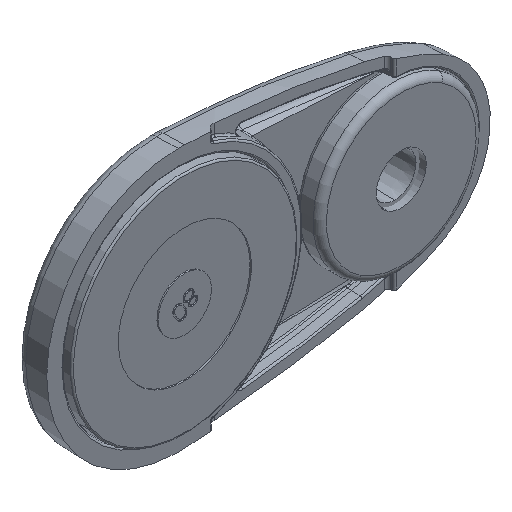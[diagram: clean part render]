
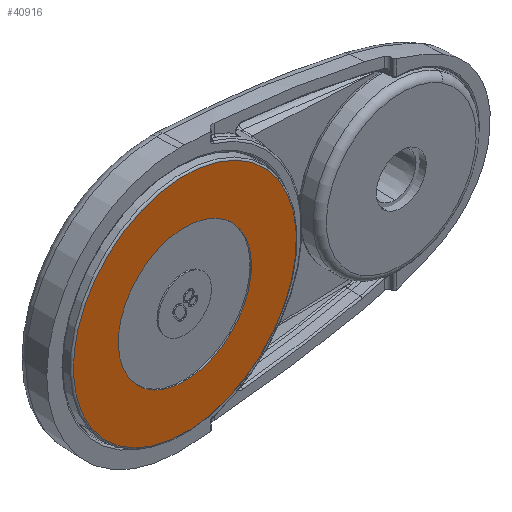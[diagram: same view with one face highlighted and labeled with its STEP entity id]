
A CAD part, isometric view. The second image highlights one B-rep face of the part: STEP entity #40916.
In plain terms, the highlighted face is planar.
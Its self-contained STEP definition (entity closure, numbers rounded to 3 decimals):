
#77 = DIRECTION ( 'NONE',  ( 0., 1., 0. ) ) ;
#783 = AXIS2_PLACEMENT_3D ( 'NONE', #6262, #28839, #9523 ) ;
#3325 = CARTESIAN_POINT ( 'NONE',  ( 0., 0., 0. ) ) ;
#5081 = CIRCLE ( 'NONE', #21580, 33.5 ) ;
#6262 = CARTESIAN_POINT ( 'NONE',  ( 0., 0., 0. ) ) ;
#6544 = DIRECTION ( 'NONE',  ( -1., 0., 0. ) ) ;
#8223 = EDGE_CURVE ( 'NONE', #40202, #20956, #36638, .T. ) ;
#9523 = DIRECTION ( 'NONE',  ( -1., 0., 0. ) ) ;
#10031 = ORIENTED_EDGE ( 'NONE', *, *, #23384, .T. ) ;
#10058 = CARTESIAN_POINT ( 'NONE',  ( 20., 0., 0. ) ) ;
#10619 = EDGE_CURVE ( 'NONE', #21777, #39982, #21318, .T. ) ;
#10880 = AXIS2_PLACEMENT_3D ( 'NONE', #19981, #13575, #35777 ) ;
#13052 = ORIENTED_EDGE ( 'NONE', *, *, #24730, .F. ) ;
#13575 = DIRECTION ( 'NONE',  ( 0., 1., 0. ) ) ;
#17126 = CARTESIAN_POINT ( 'NONE',  ( 0., 0., 0. ) ) ;
#17878 = CARTESIAN_POINT ( 'NONE',  ( 33.5, 0., 0. ) ) ;
#19475 = CARTESIAN_POINT ( 'NONE',  ( 0., 0., 0. ) ) ;
#19981 = CARTESIAN_POINT ( 'NONE',  ( -20., 0., 0. ) ) ;
#20399 = DIRECTION ( 'NONE',  ( -1., 0., 0. ) ) ;
#20956 = VERTEX_POINT ( 'NONE', #26450 ) ;
#21318 = CIRCLE ( 'NONE', #24156, 33.5 ) ;
#21580 = AXIS2_PLACEMENT_3D ( 'NONE', #19475, #77, #22708 ) ;
#21777 = VERTEX_POINT ( 'NONE', #36231 ) ;
#22007 = ORIENTED_EDGE ( 'NONE', *, *, #8223, .F. ) ;
#22708 = DIRECTION ( 'NONE',  ( -1., 0., 0. ) ) ;
#23384 = EDGE_CURVE ( 'NONE', #39982, #21777, #5081, .T. ) ;
#24156 = AXIS2_PLACEMENT_3D ( 'NONE', #3325, #25938, #6544 ) ;
#24730 = EDGE_CURVE ( 'NONE', #20956, #40202, #36425, .T. ) ;
#25938 = DIRECTION ( 'NONE',  ( 0., 1., 0. ) ) ;
#26450 = CARTESIAN_POINT ( 'NONE',  ( -20., 0., 0. ) ) ;
#26979 = FACE_BOUND ( 'NONE', #39203, .T. ) ;
#28839 = DIRECTION ( 'NONE',  ( 0., 1., 0. ) ) ;
#30313 = ORIENTED_EDGE ( 'NONE', *, *, #10619, .T. ) ;
#32711 = PLANE ( 'NONE',  #10880 ) ;
#32758 = AXIS2_PLACEMENT_3D ( 'NONE', #17126, #39114, #20399 ) ;
#35237 = FACE_OUTER_BOUND ( 'NONE', #37365, .T. ) ;
#35777 = DIRECTION ( 'NONE',  ( -1., 0., 0. ) ) ;
#36231 = CARTESIAN_POINT ( 'NONE',  ( -33.5, 0., 0. ) ) ;
#36425 = CIRCLE ( 'NONE', #783, 20. ) ;
#36638 = CIRCLE ( 'NONE', #32758, 20. ) ;
#37365 = EDGE_LOOP ( 'NONE', ( #30313, #10031 ) ) ;
#39114 = DIRECTION ( 'NONE',  ( 0., 1., 0. ) ) ;
#39203 = EDGE_LOOP ( 'NONE', ( #13052, #22007 ) ) ;
#39982 = VERTEX_POINT ( 'NONE', #17878 ) ;
#40202 = VERTEX_POINT ( 'NONE', #10058 ) ;
#40916 = ADVANCED_FACE ( 'NONE', ( #35237, #26979 ), #32711, .T. ) ;
